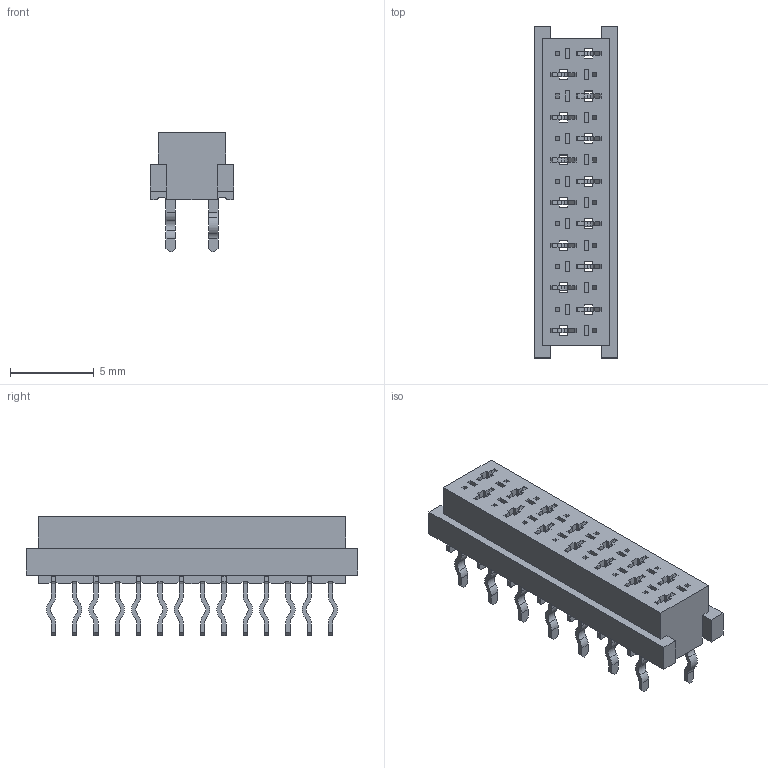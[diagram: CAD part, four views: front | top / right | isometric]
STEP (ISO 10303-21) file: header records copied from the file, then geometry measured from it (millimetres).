
FILE_DESCRIPTION(/* description */ ('Unknown'),/* implementation_level */ '2;1');
FILE_NAME(/* name */ 'J_Wurth_WR-MM_690367181472',/* time_stamp */ '2025-05-08T11:23:05+08:00',/* author */ ('Unknown'),/* organization */ ('Unknown'),/* preprocessor_version */ 'ST-DEVELOPER v19.4',/* originating_system */ 'Solid Edge',/* authorisation */ 'Unknown');
FILE_SCHEMA (('AUTOMOTIVE_DESIGN {1 0 10303 214 3 1 1}'));
Length unit declared in the file: millimetre
Products named in the file (2): J_Wurth_WR-MM_690367181472
Assembly tree (1 placements, depth 2):
  J_Wurth_WR-MM_690367181472
    J_Wurth_WR-MM_690367181472
Bounding box: 5 x 19.78 x 7.1 mm (x, y, z)
Volume: 305.3 mm3; surface area: 691.4 mm2
Topology: 1 solids, 1 shells, 1156 faces, 3304 edges, 2108 vertices
Faces by surface type: plane 876, cylinder 280
Entity records: 45436 total; most frequent: CARTESIAN_POINT 6654, ORIENTED_EDGE 6608, DIRECTION 6180, EDGE_CURVE 3304, LINE 2688, VECTOR 2688, VERTEX_POINT 2108, AXIS2_PLACEMENT_3D 1746
